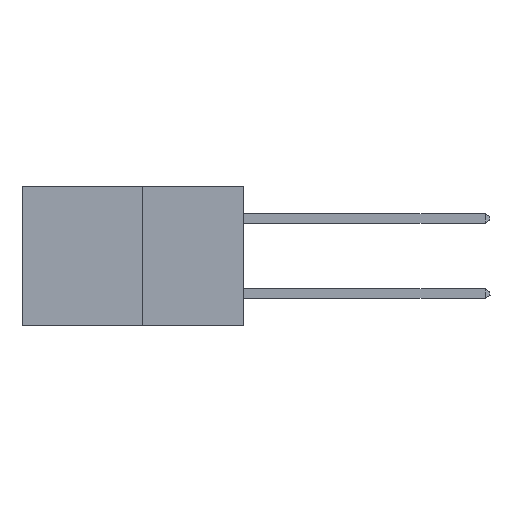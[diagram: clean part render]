
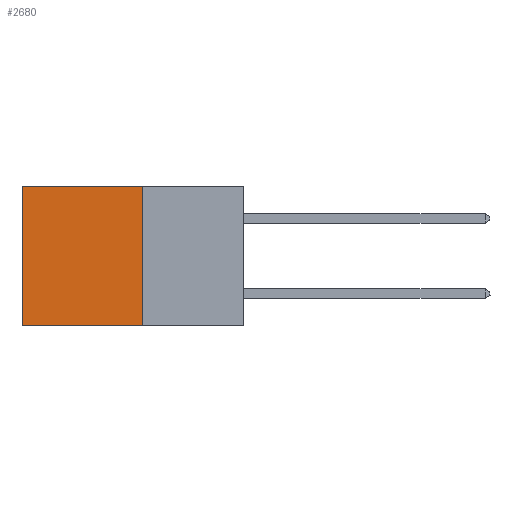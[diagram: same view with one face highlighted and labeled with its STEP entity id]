
A CAD part, left-side view. The second image highlights one B-rep face of the part: STEP entity #2680.
In plain terms, the highlighted planar face has unit normal (-1, 0, 0).
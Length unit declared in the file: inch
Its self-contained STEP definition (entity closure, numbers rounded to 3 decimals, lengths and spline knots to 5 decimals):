
#386 = LINE ( 'NONE', #614, #26867 ) ;
#614 = CARTESIAN_POINT ( 'NONE',  ( 0.277, 0.27, -0.37 ) ) ;
#2386 = VERTEX_POINT ( 'NONE', #19752 ) ;
#2611 = LINE ( 'NONE', #7236, #7539 ) ;
#2672 = DIRECTION ( 'NONE',  ( 0., 0., -1. ) ) ;
#2680 = ADVANCED_FACE ( 'NONE', ( #10931 ), #26801, .F. ) ;
#2767 = VERTEX_POINT ( 'NONE', #13430 ) ;
#2969 = VECTOR ( 'NONE', #3822, 39.37008 ) ;
#3019 = EDGE_CURVE ( 'NONE', #2767, #2386, #21718, .T. ) ;
#3273 = VERTEX_POINT ( 'NONE', #19074 ) ;
#3822 = DIRECTION ( 'NONE',  ( 0., 1., 0. ) ) ;
#5609 = AXIS2_PLACEMENT_3D ( 'NONE', #26233, #26118, #14078 ) ;
#5826 = ORIENTED_EDGE ( 'NONE', *, *, #10284, .T. ) ;
#5916 = VECTOR ( 'NONE', #24771, 39.37008 ) ;
#6197 = CARTESIAN_POINT ( 'NONE',  ( 0.277, 0.27, -0.37 ) ) ;
#7236 = CARTESIAN_POINT ( 'NONE',  ( 0.277, 0.27, 0. ) ) ;
#7539 = VECTOR ( 'NONE', #17790, 39.37008 ) ;
#9336 = ORIENTED_EDGE ( 'NONE', *, *, #22846, .T. ) ;
#10284 = EDGE_CURVE ( 'NONE', #21165, #2386, #22695, .T. ) ;
#10659 = EDGE_LOOP ( 'NONE', ( #5826, #20986, #26738, #9336 ) ) ;
#10931 = FACE_OUTER_BOUND ( 'NONE', #10659, .T. ) ;
#13430 = CARTESIAN_POINT ( 'NONE',  ( 0.277, 0.27, -0.37 ) ) ;
#14078 = DIRECTION ( 'NONE',  ( 0., 0., -1. ) ) ;
#17790 = DIRECTION ( 'NONE',  ( 0., 1., 0. ) ) ;
#19074 = CARTESIAN_POINT ( 'NONE',  ( 0.277, 0.27, 0. ) ) ;
#19752 = CARTESIAN_POINT ( 'NONE',  ( 0.277, 0.59, -0.37 ) ) ;
#20986 = ORIENTED_EDGE ( 'NONE', *, *, #3019, .F. ) ;
#21165 = VERTEX_POINT ( 'NONE', #22933 ) ;
#21718 = LINE ( 'NONE', #6197, #2969 ) ;
#22695 = LINE ( 'NONE', #26778, #5916 ) ;
#22708 = EDGE_CURVE ( 'NONE', #3273, #2767, #386, .T. ) ;
#22846 = EDGE_CURVE ( 'NONE', #3273, #21165, #2611, .T. ) ;
#22933 = CARTESIAN_POINT ( 'NONE',  ( 0.277, 0.59, 0. ) ) ;
#24771 = DIRECTION ( 'NONE',  ( 0., 0., -1. ) ) ;
#26118 = DIRECTION ( 'NONE',  ( 1., 0., 0. ) ) ;
#26233 = CARTESIAN_POINT ( 'NONE',  ( 0.277, 0.27, -0.37 ) ) ;
#26738 = ORIENTED_EDGE ( 'NONE', *, *, #22708, .F. ) ;
#26778 = CARTESIAN_POINT ( 'NONE',  ( 0.277, 0.59, -0.37 ) ) ;
#26801 = PLANE ( 'NONE',  #5609 ) ;
#26867 = VECTOR ( 'NONE', #2672, 39.37008 ) ;
